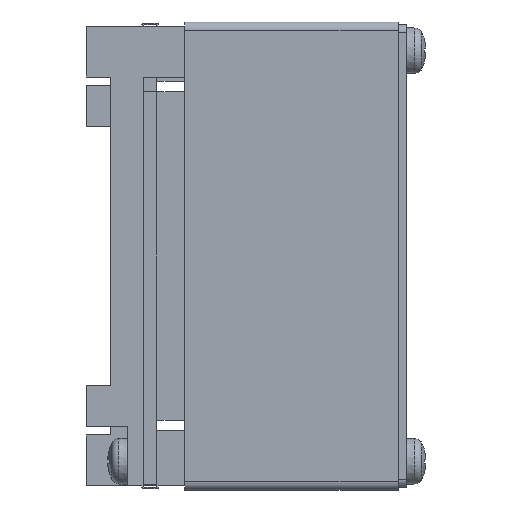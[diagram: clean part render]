
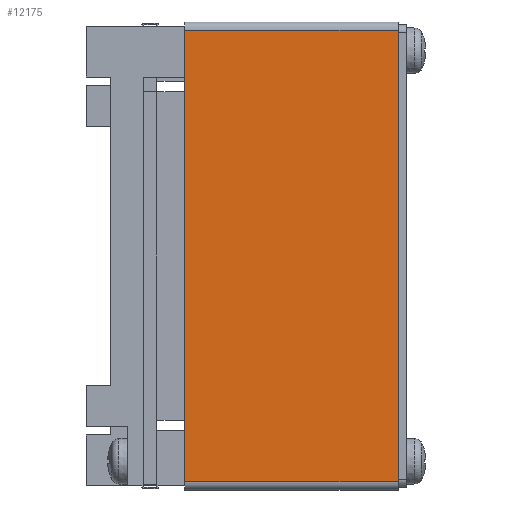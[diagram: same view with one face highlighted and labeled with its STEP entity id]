
A CAD part, left-side view. The second image highlights one B-rep face of the part: STEP entity #12175.
In plain terms, the highlighted planar face has unit normal (-1, 0, 0).
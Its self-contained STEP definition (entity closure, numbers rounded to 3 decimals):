
#10509=CARTESIAN_POINT('POINT1655',(-69.5,-12.,-2.5));
#10510=VERTEX_POINT('VERTEX1655',#10509);
#10518=CARTESIAN_POINT('POINT1656',(-69.5,-12.,52.5));
#10519=VERTEX_POINT('VERTEX1656',#10518);
#10520=CARTESIAN_POINT('POS2752',(-69.5,-12.,52.5));
#10521=DIRECTION('DIR3977',(0.,0.,-1.));
#10522=VECTOR('VEC1527',#10521,1.);
#10523=LINE('STRAIGHT1527',#10520,#10522);
#10524=EDGE_CURVE('EDGE2623',#10519,#10510,#10523,.T.);
#12127=CARTESIAN_POINT('POINT1749',(-69.5,-38.,-2.5));
#12128=VERTEX_POINT('VERTEX1749',#12127);
#12136=CARTESIAN_POINT('POS2888',(-69.5,-12.,-2.5));
#12137=DIRECTION('DIR4172',(0.,-1.,0.));
#12138=VECTOR('VEC1604',#12137,1.);
#12139=LINE('STRAIGHT1604',#12136,#12138);
#12140=EDGE_CURVE('EDGE2777',#10510,#12128,#12139,.T.);
#12152=CARTESIAN_POINT('POINT1750',(-69.5,-38.,52.5));
#12153=VERTEX_POINT('VERTEX1750',#12152);
#12154=CARTESIAN_POINT('POS2890',(-69.5,-38.,52.5));
#12155=DIRECTION('DIR4175',(0.,0.,1.));
#12156=VECTOR('VEC1605',#12155,1.);
#12157=LINE('STRAIGHT1605',#12154,#12156);
#12158=EDGE_CURVE('EDGE2778',#12128,#12153,#12157,.T.);
#12159=ORIENTED_EDGE('COEDGE5402',*,*,#12158,.T.);
#12160=CARTESIAN_POINT('POS2891',(-69.5,-12.,52.5));
#12161=DIRECTION('DIR4176',(0.,-1.,0.));
#12162=VECTOR('VEC1606',#12161,1.);
#12163=LINE('STRAIGHT1606',#12160,#12162);
#12164=EDGE_CURVE('EDGE2779',#10519,#12153,#12163,.T.);
#12165=ORIENTED_EDGE('COEDGE5403',*,*,#12164,.F.);
#12166=ORIENTED_EDGE('COEDGE5404',*,*,#10524,.T.);
#12167=ORIENTED_EDGE('COEDGE5405',*,*,#12140,.T.);
#12168=EDGE_LOOP('NONE',(#12159,#12165,#12166,#12167));
#12169=FACE_BOUND('LOOP1',#12168,.T.);
#12170=CARTESIAN_POINT('POS2892',(-69.5,-12.,-2.5));
#12171=DIRECTION('DIR4177',(-1.,0.,0.));
#12172=DIRECTION('DIR4178',(0.,1.,0.));
#12173=AXIS2_PLACEMENT_3D('AXIS1286',#12170,#12171,#12172);
#12174=PLANE('PLANE637',#12173);
#12175=ADVANCED_FACE('FACE1149',(#12169),#12174,.T.);
